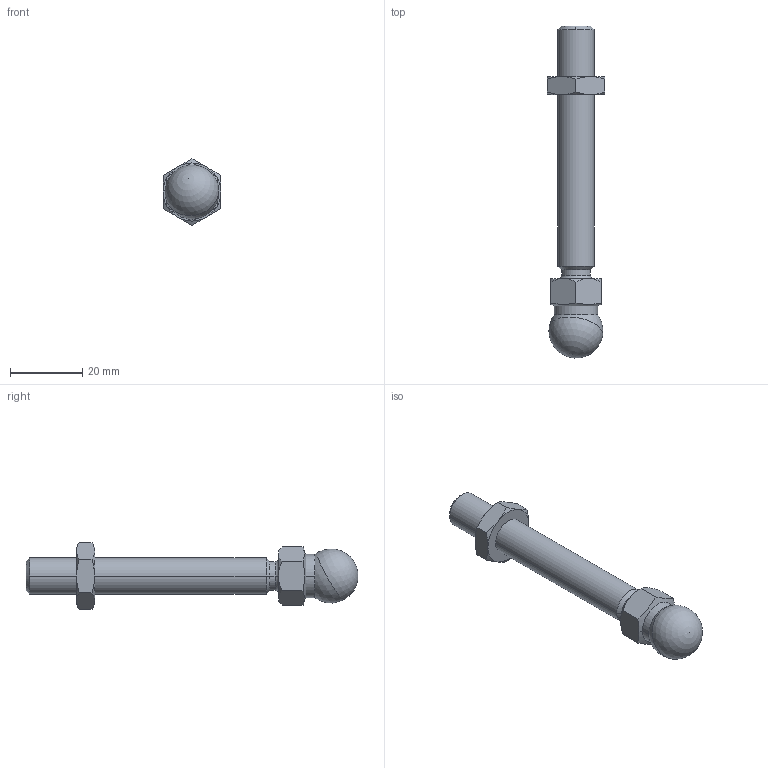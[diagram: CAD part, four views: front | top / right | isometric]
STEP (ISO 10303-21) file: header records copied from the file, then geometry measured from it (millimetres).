
FILE_DESCRIPTION (( 'STEP AP203' ), '1' );
FILE_NAME ('203600304_c_1.STEP', '2022-06-29T19:02:53', ( '' ), ( '' ), 'SwSTEP 2.0', 'SolidWorks 2014', '' );
FILE_SCHEMA (( 'CONFIG_CONTROL_DESIGN' ));
Length unit declared in the file: millimetre
Products named in the file (1): 203600304_c_1
Bounding box: 16 x 91.97 x 18.48 mm (x, y, z)
Volume: 9294.3 mm3; surface area: 4187.9 mm2
Topology: 2 solids, 2 shells, 81 faces, 201 edges, 124 vertices
Faces by surface type: cone 45, cylinder 16, plane 16, torus 2, sphere 2
Entity records: 2672 total; most frequent: CARTESIAN_POINT 717, DIRECTION 403, ORIENTED_EDGE 392, EDGE_CURVE 196, AXIS2_PLACEMENT_3D 171, VERTEX_POINT 121, CIRCLE 89, EDGE_LOOP 85
